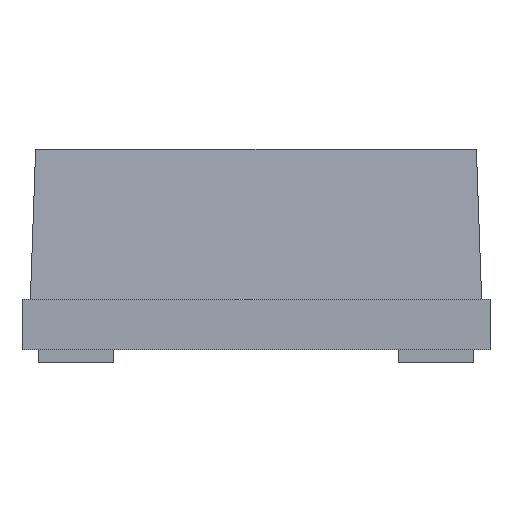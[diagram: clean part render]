
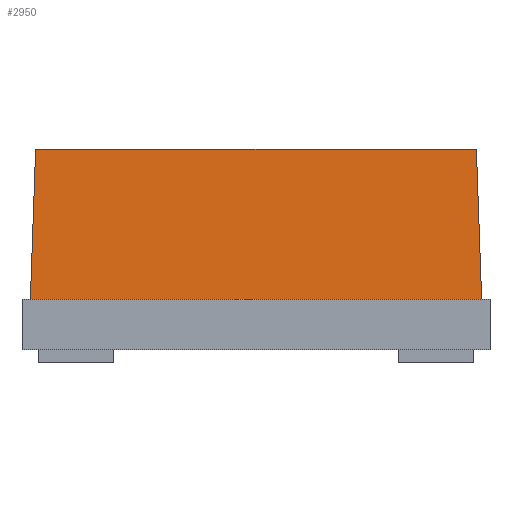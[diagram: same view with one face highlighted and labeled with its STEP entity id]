
A CAD part, front view. The second image highlights one B-rep face of the part: STEP entity #2950.
In plain terms, the highlighted planar face has unit normal (0, -0.999, 0.034).
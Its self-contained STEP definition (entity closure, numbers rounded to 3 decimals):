
#54 = CARTESIAN_POINT ( 'NONE',  ( 1.334, -2.735, 0.83 ) ) ;
#111 = CARTESIAN_POINT ( 'NONE',  ( -1.319, -2.719, 1.28 ) ) ;
#492 = CARTESIAN_POINT ( 'NONE',  ( 1.35, -2.75, 0.38 ) ) ;
#599 = EDGE_LOOP ( 'NONE', ( #6890, #4142, #7687, #8884 ) ) ;
#1079 = CARTESIAN_POINT ( 'NONE',  ( 1.319, -2.719, 1.28 ) ) ;
#1355 = VERTEX_POINT ( 'NONE', #1079 ) ;
#1444 = CARTESIAN_POINT ( 'NONE',  ( 0., -2.719, 1.28 ) ) ;
#1588 = LINE ( 'NONE', #54, #8927 ) ;
#1732 = CARTESIAN_POINT ( 'NONE',  ( -1.334, -2.735, 0.83 ) ) ;
#2223 = LINE ( 'NONE', #1444, #6336 ) ;
#2246 = EDGE_CURVE ( 'NONE', #6708, #1355, #1588, .T. ) ;
#2874 = DIRECTION ( 'NONE',  ( 1., 0., 0. ) ) ;
#2950 = ADVANCED_FACE ( 'NONE', ( #3090 ), #7718, .F. ) ;
#3090 = FACE_OUTER_BOUND ( 'NONE', #599, .T. ) ;
#3297 = VERTEX_POINT ( 'NONE', #6007 ) ;
#3574 = EDGE_CURVE ( 'NONE', #3643, #1355, #2223, .T. ) ;
#3643 = VERTEX_POINT ( 'NONE', #111 ) ;
#4142 = ORIENTED_EDGE ( 'NONE', *, *, #3574, .F. ) ;
#5522 = CARTESIAN_POINT ( 'NONE',  ( 1.35, -2.75, 0.38 ) ) ;
#5536 = AXIS2_PLACEMENT_3D ( 'NONE', #5522, #6275, #8984 ) ;
#5652 = LINE ( 'NONE', #6084, #7328 ) ;
#6007 = CARTESIAN_POINT ( 'NONE',  ( -1.35, -2.75, 0.38 ) ) ;
#6066 = DIRECTION ( 'NONE',  ( -0.035, -0.034, -0.999 ) ) ;
#6084 = CARTESIAN_POINT ( 'NONE',  ( 0., -2.75, 0.38 ) ) ;
#6126 = DIRECTION ( 'NONE',  ( 1., 0., 0. ) ) ;
#6275 = DIRECTION ( 'NONE',  ( 0., 0.999, -0.034 ) ) ;
#6336 = VECTOR ( 'NONE', #2874, 1000. ) ;
#6437 = DIRECTION ( 'NONE',  ( -0.035, 0.034, 0.999 ) ) ;
#6505 = EDGE_CURVE ( 'NONE', #3643, #3297, #7623, .T. ) ;
#6708 = VERTEX_POINT ( 'NONE', #492 ) ;
#6890 = ORIENTED_EDGE ( 'NONE', *, *, #2246, .T. ) ;
#7328 = VECTOR ( 'NONE', #6126, 1000. ) ;
#7623 = LINE ( 'NONE', #1732, #8158 ) ;
#7687 = ORIENTED_EDGE ( 'NONE', *, *, #6505, .T. ) ;
#7718 = PLANE ( 'NONE',  #5536 ) ;
#8158 = VECTOR ( 'NONE', #6066, 1000. ) ;
#8299 = EDGE_CURVE ( 'NONE', #3297, #6708, #5652, .T. ) ;
#8884 = ORIENTED_EDGE ( 'NONE', *, *, #8299, .T. ) ;
#8927 = VECTOR ( 'NONE', #6437, 1000. ) ;
#8984 = DIRECTION ( 'NONE',  ( -1., 0., 0. ) ) ;
